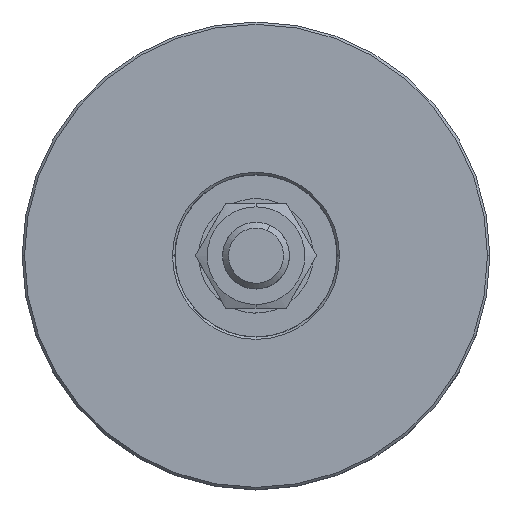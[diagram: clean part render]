
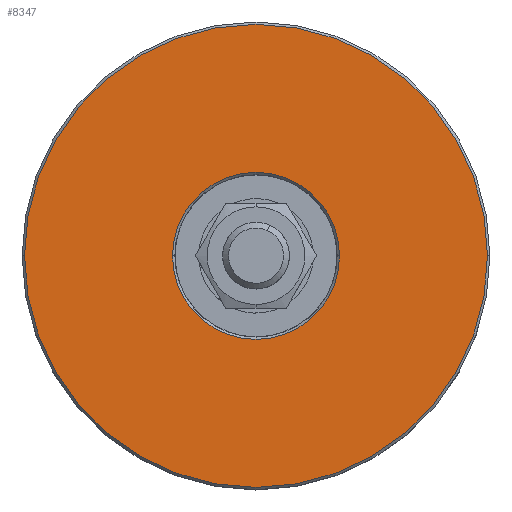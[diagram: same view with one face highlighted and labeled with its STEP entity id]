
A CAD part, top view. The second image highlights one B-rep face of the part: STEP entity #8347.
In plain terms, the highlighted planar face has unit normal (0, 0, 1).
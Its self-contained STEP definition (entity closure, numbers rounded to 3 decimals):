
#71 = VERTEX_POINT ( 'NONE', #2121 ) ;
#104 = FACE_BOUND ( 'NONE', #3617, .T. ) ;
#128 = EDGE_CURVE ( 'NONE', #2708, #1959, #1047, .T. ) ;
#168 = EDGE_LOOP ( 'NONE', ( #8942, #8778 ) ) ;
#466 = VERTEX_POINT ( 'NONE', #7551 ) ;
#959 = DIRECTION ( 'NONE',  ( -1., 0., 0. ) ) ;
#1022 = CARTESIAN_POINT ( 'NONE',  ( 0., 0., 14. ) ) ;
#1047 = CIRCLE ( 'NONE', #8885, 17.5 ) ;
#1287 = CIRCLE ( 'NONE', #6631, 48.5 ) ;
#1458 = DIRECTION ( 'NONE',  ( -1., 0., 0. ) ) ;
#1959 = VERTEX_POINT ( 'NONE', #4048 ) ;
#1985 = AXIS2_PLACEMENT_3D ( 'NONE', #2125, #5641, #1458 ) ;
#2121 = CARTESIAN_POINT ( 'NONE',  ( 48.5, 0., 14. ) ) ;
#2125 = CARTESIAN_POINT ( 'NONE',  ( 0., 0., 14. ) ) ;
#2633 = DIRECTION ( 'NONE',  ( -1., 0., 0. ) ) ;
#2708 = VERTEX_POINT ( 'NONE', #3509 ) ;
#2760 = CIRCLE ( 'NONE', #1985, 17.5 ) ;
#3347 = EDGE_CURVE ( 'NONE', #466, #71, #5064, .T. ) ;
#3509 = CARTESIAN_POINT ( 'NONE',  ( 17.5, 0., 14. ) ) ;
#3617 = EDGE_LOOP ( 'NONE', ( #5238, #7136 ) ) ;
#3868 = AXIS2_PLACEMENT_3D ( 'NONE', #1022, #6475, #959 ) ;
#4048 = CARTESIAN_POINT ( 'NONE',  ( -17.5, 0., 14. ) ) ;
#4055 = PLANE ( 'NONE',  #8959 ) ;
#4281 = DIRECTION ( 'NONE',  ( -1., 0., 0. ) ) ;
#5064 = CIRCLE ( 'NONE', #3868, 48.5 ) ;
#5169 = DIRECTION ( 'NONE',  ( 0., 0., 1. ) ) ;
#5238 = ORIENTED_EDGE ( 'NONE', *, *, #128, .T. ) ;
#5399 = DIRECTION ( 'NONE',  ( 0., 0., -1. ) ) ;
#5641 = DIRECTION ( 'NONE',  ( 0., 0., -1. ) ) ;
#5879 = FACE_OUTER_BOUND ( 'NONE', #168, .T. ) ;
#6053 = EDGE_CURVE ( 'NONE', #71, #466, #1287, .T. ) ;
#6475 = DIRECTION ( 'NONE',  ( 0., 0., 1. ) ) ;
#6577 = DIRECTION ( 'NONE',  ( -1., 0., 0. ) ) ;
#6631 = AXIS2_PLACEMENT_3D ( 'NONE', #8087, #5169, #6577 ) ;
#7136 = ORIENTED_EDGE ( 'NONE', *, *, #7445, .T. ) ;
#7445 = EDGE_CURVE ( 'NONE', #1959, #2708, #2760, .T. ) ;
#7551 = CARTESIAN_POINT ( 'NONE',  ( -48.5, 0., 14. ) ) ;
#8087 = CARTESIAN_POINT ( 'NONE',  ( 0., 0., 14. ) ) ;
#8347 = ADVANCED_FACE ( 'NONE', ( #104, #5879 ), #4055, .F. ) ;
#8469 = DIRECTION ( 'NONE',  ( 0., 0., -1. ) ) ;
#8586 = CARTESIAN_POINT ( 'NONE',  ( 0., 0., 14. ) ) ;
#8778 = ORIENTED_EDGE ( 'NONE', *, *, #6053, .T. ) ;
#8885 = AXIS2_PLACEMENT_3D ( 'NONE', #8586, #8469, #4281 ) ;
#8891 = CARTESIAN_POINT ( 'NONE',  ( 0., 17., 14. ) ) ;
#8942 = ORIENTED_EDGE ( 'NONE', *, *, #3347, .T. ) ;
#8959 = AXIS2_PLACEMENT_3D ( 'NONE', #8891, #5399, #2633 ) ;
